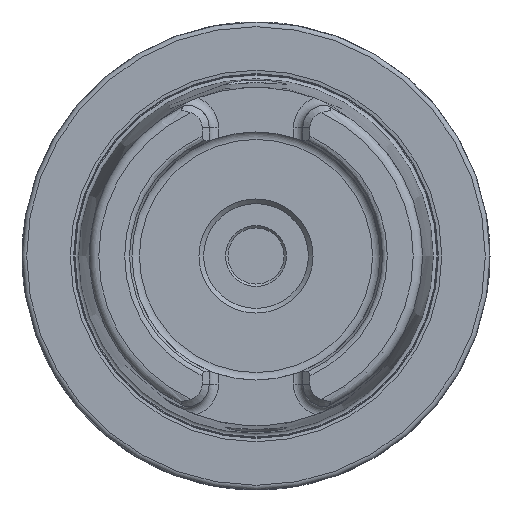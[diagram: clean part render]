
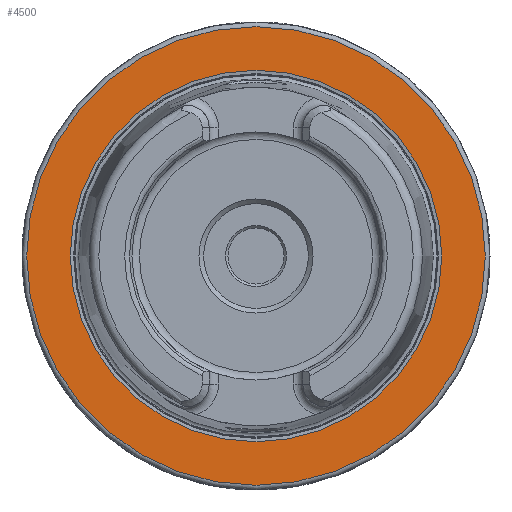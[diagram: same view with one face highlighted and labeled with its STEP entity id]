
A CAD part, left-side view. The second image highlights one B-rep face of the part: STEP entity #4500.
In plain terms, the highlighted planar face has unit normal (-1, 0, 0).
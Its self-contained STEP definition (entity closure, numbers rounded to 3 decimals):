
#189=PLANE('',#5059);
#302=FACE_BOUND('',#843,.T.);
#553=FACE_OUTER_BOUND('',#842,.T.);
#842=EDGE_LOOP('',(#3931));
#843=EDGE_LOOP('',(#3932));
#1100=CIRCLE('',#5058,39.682);
#1101=CIRCLE('',#5060,49.);
#2158=VERTEX_POINT('',#9733);
#2159=VERTEX_POINT('',#9737);
#2767=EDGE_CURVE('',#2158,#2158,#1100,.T.);
#2768=EDGE_CURVE('',#2159,#2159,#1101,.T.);
#3931=ORIENTED_EDGE('',*,*,#2768,.F.);
#3932=ORIENTED_EDGE('',*,*,#2767,.T.);
#4500=ADVANCED_FACE('',(#553,#302),#189,.T.);
#5058=AXIS2_PLACEMENT_3D('',#9735,#6084,#6085);
#5059=AXIS2_PLACEMENT_3D('',#9736,#6086,#6087);
#5060=AXIS2_PLACEMENT_3D('',#9738,#6088,#6089);
#6084=DIRECTION('center_axis',(1.,0.,0.));
#6085=DIRECTION('ref_axis',(0.,0.,-1.));
#6086=DIRECTION('center_axis',(-1.,0.,0.));
#6087=DIRECTION('ref_axis',(0.,0.,1.));
#6088=DIRECTION('center_axis',(1.,0.,0.));
#6089=DIRECTION('ref_axis',(0.,0.,-1.));
#9733=CARTESIAN_POINT('',(0.,-39.682,0.));
#9735=CARTESIAN_POINT('Origin',(0.,0.,0.));
#9736=CARTESIAN_POINT('Origin',(0.,49.,0.));
#9737=CARTESIAN_POINT('',(0.,0.,49.));
#9738=CARTESIAN_POINT('Origin',(0.,0.,0.));
